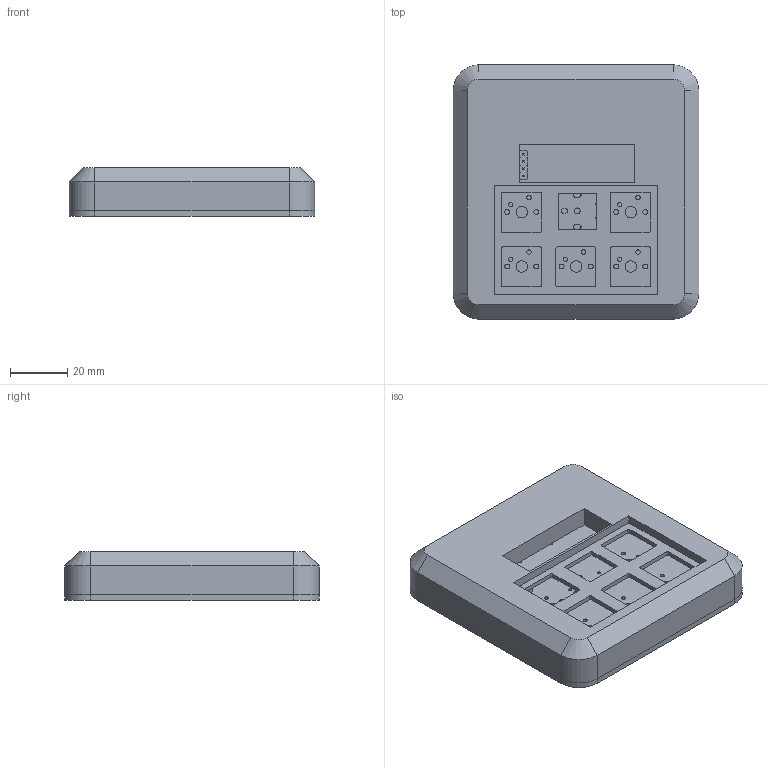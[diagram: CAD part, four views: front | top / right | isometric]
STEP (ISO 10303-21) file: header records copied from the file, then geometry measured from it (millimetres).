
FILE_DESCRIPTION(/* description */ ('STEP AP242 Edition 2','CAx-IF Rec.Pracs.---Representation and Presentation of Product Manufacturing Information (PMI)---4.0---2014-10-13','CAx-IF Rec.Pracs.---3D Tessellated Geometry---0.4---2014-09-14','2;1','CAx-IF Rec.Pracs.---User Defined Attributes---1.5---2016-08-15'),/* implementation_level */ '2;1');
FILE_NAME(/* name */ '693299cc4838793e104b4a79',/* time_stamp */ '2025-12-05T08:37:34Z',/* author */ (''),/* organization */ (''),/* preprocessor_version */ 'ST-DEVELOPER v20',/* originating_system */ 'ONSHAPE BY PTC INC, 1.207',/* authorisation */ ' ');
FILE_SCHEMA (('AP242_MANAGED_MODEL_BASED_3D_ENGINEERING_MIM_LF { 1 0 10303 442 3 1 4 }'));
Length unit declared in the file: metre
Products named in the file (5): Part 26; Part 20; Part 13; project_PCB; PinHeader_1x04_P2.54mm_Vertical
Bounding box: 85.9 x 88.87 x 17 mm (x, y, z)
Volume: 60126.5 mm3; surface area: 49112.1 mm2
Topology: 5 solids, 5 shells, 271 faces, 719 edges, 466 vertices
Faces by surface type: plane 176, cylinder 91, cone 4
Full cylindrical faces by diameter (mm): 0.889 x14, 1 x9, 1.5 x10, 1.7 x10, 2.1 x1, 3.2 x4, 4 x5
Entity records: 8677 total; most frequent: CARTESIAN_POINT 1408, DIRECTION 1404, ORIENTED_EDGE 1332, EDGE_CURVE 666, LINE 480, VECTOR 480, VERTEX_POINT 466, EDGE_LOOP 462
